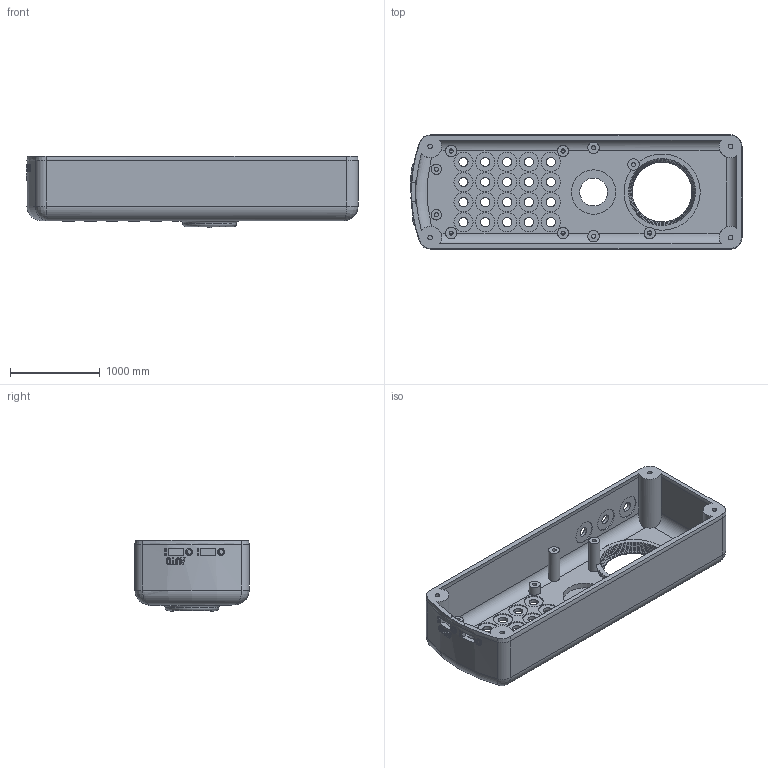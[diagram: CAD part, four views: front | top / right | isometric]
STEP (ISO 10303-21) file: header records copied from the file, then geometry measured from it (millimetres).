
FILE_DESCRIPTION(/* description */ (''),/* implementation_level */ '2;1');
FILE_NAME(/* name */ 'Gehause_unten.stp',/* time_stamp */ '2019-01-18T07:58:15+01:00',/* author */ ('SFl'),/* organization */ ('unknown'),/* preprocessor_version */ 'ST-DEVELOPER v17.2',/* originating_system */ 'Autodesk Inventor 2019',/* authorisation */ '');
FILE_SCHEMA (('AUTOMOTIVE_DESIGN { 1 0 10303 214 3 1 1 }'));
Length unit declared in the file: inch
Products named in the file (1): Gehause_unten
Bounding box: 3694.03 x 1270 x 794.51 mm (x, y, z)
Volume: 622226825.6 mm3; surface area: 23777993.2 mm2
Topology: 68 solids, 68 shells, 2330 faces, 4810 edges, 2651 vertices
Faces by surface type: plane 2088, cylinder 224, bspline 10, torus 8
Full cylindrical faces by diameter (mm): 14.775 x1, 22.86 x1, 25.4 x15, 30.48 x1, 38.1 x1, 45.72 x10, 50.8 x6, 76.2 x2, 101.6 x20, 106.68 x3, 114.3 x10, 127 x8, 213.36 x20, 259.08 x3, 309.88 x1, 495.3 x1
Entity records: 61010 total; most frequent: CARTESIAN_POINT 11989, DIRECTION 10168, ORIENTED_EDGE 9612, EDGE_CURVE 4806, LINE 3960, VECTOR 3960, AXIS2_PLACEMENT_3D 3104, VERTEX_POINT 2651
